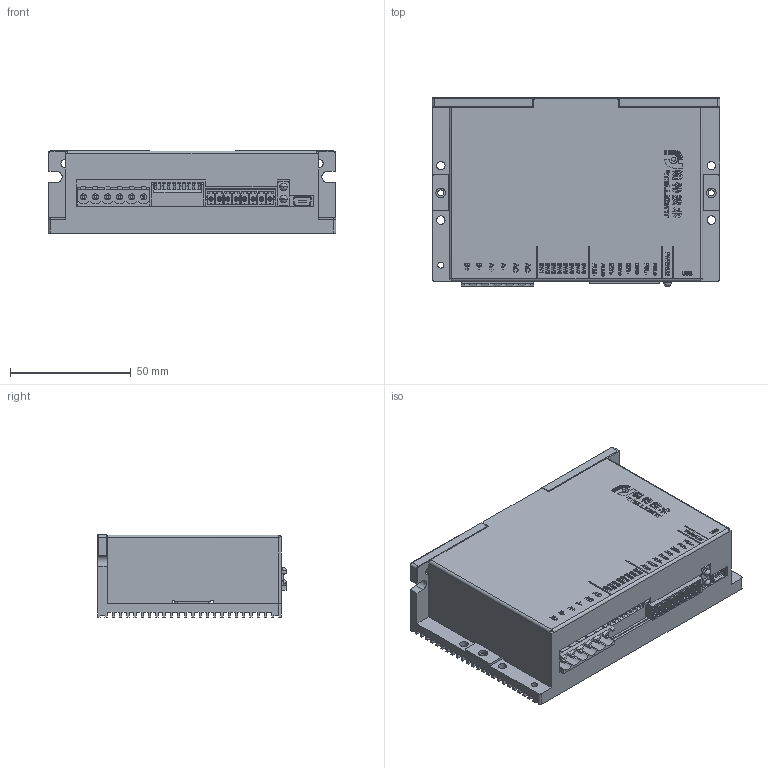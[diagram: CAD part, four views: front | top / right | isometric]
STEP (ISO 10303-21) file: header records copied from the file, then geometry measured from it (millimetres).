
FILE_DESCRIPTION((''),'2;1');
FILE_NAME('RT-R86MINI','2025-03-20T17:21:26',('ruiwe'),(''),'CREO PARAMETRIC BY PTC INC, 2021063','CREO PARAMETRIC BY PTC INC, 2021063','');
FILE_SCHEMA(('CONFIG_CONTROL_DESIGN','SHAPE_APPEARANCE_LAYERS_GROUPS'));
Products named in the file (1): RT-R86MINI
Bounding box: 119.05 x 78.15 x 34 mm (x, y, z)
Volume: 80494.4 mm3; surface area: 86091.5 mm2
Topology: 65 solids, 353 shells, 1801 faces, 7490 edges, 6095 vertices
Faces by surface type: plane 1338, cylinder 387, cone 38, torus 26, sphere 8, bspline 4
Entity records: 108969 total; most frequent: CARTESIAN_POINT 24729, ORIENTED_EDGE 11332, DIRECTION 9569, EDGE_CURVE 7484, PRESENTATION_STYLE_ASSIGNMENT 6796, STYLED_ITEM 6305, VERTEX_POINT 6095, CURVE_STYLE 5135
